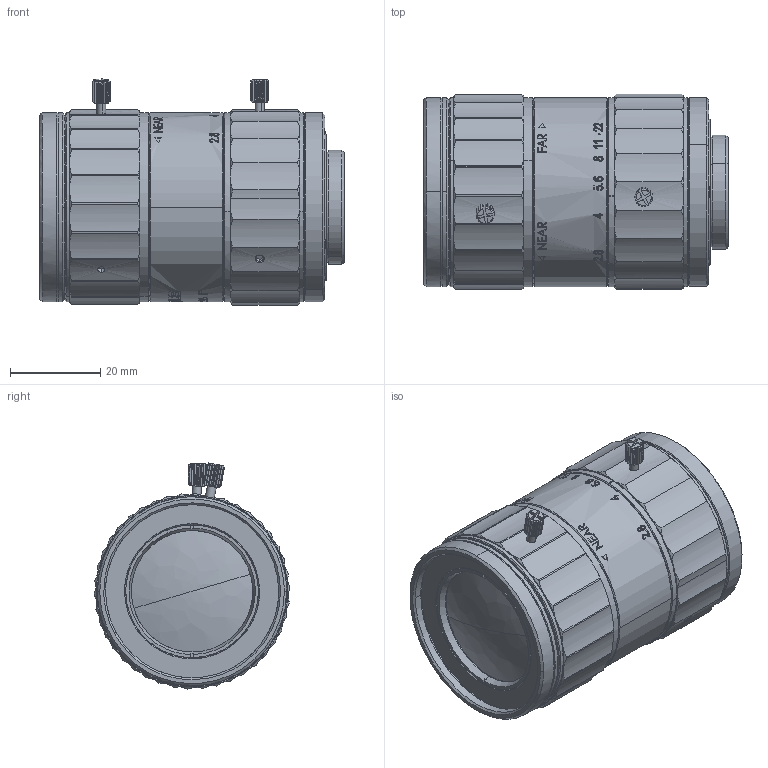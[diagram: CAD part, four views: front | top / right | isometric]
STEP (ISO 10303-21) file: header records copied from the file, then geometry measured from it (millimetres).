
FILE_DESCRIPTION (( 'STEP AP203' ), '1' );
FILE_NAME ('600033.STEP', '2021-08-06T07:47:12', ( '' ), ( '' ), 'SwSTEP 2.0', 'SolidWorks 2020', '' );
FILE_SCHEMA (( 'CONFIG_CONTROL_DESIGN' ));
Products named in the file (1): 600033
Bounding box: 67.63 x 43.45 x 50.25 mm (x, y, z)
Volume: 85906 mm3; surface area: 14516.6 mm2
Topology: 5 solids, 5 shells, 1246 faces, 3264 edges, 2122 vertices
Faces by surface type: bspline 1246
Entity records: 75433 total; most frequent: CARTESIAN_POINT 55994, ORIENTED_EDGE 6524, EDGE_CURVE 3262, B_SPLINE_CURVE_WITH_KNOTS 2723, VERTEX_POINT 2122, EDGE_LOOP 1350, ADVANCED_FACE 1246, FACE_OUTER_BOUND 1246
